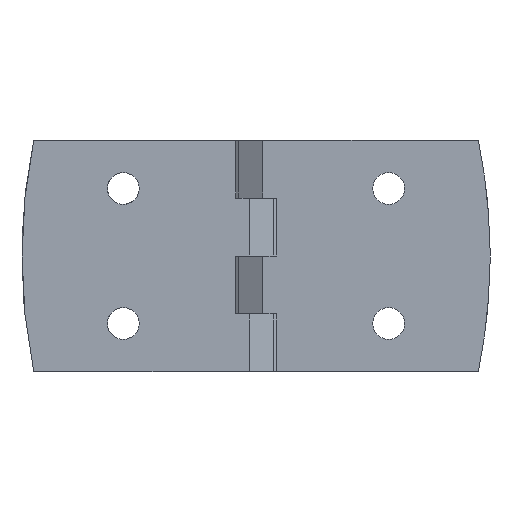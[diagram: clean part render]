
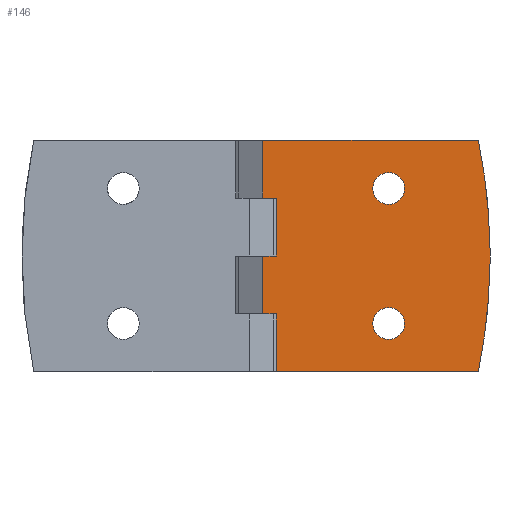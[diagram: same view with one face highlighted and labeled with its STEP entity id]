
A CAD part, front view. The second image highlights one B-rep face of the part: STEP entity #146.
In plain terms, the highlighted planar face has unit normal (0, -1, 0).
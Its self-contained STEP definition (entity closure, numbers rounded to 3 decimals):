
#146 = ADVANCED_FACE( '', ( #297, #298, #299 ), #300, .F. );
#297 = FACE_BOUND( '', #487, .T. );
#298 = FACE_BOUND( '', #488, .T. );
#299 = FACE_OUTER_BOUND( '', #489, .T. );
#300 = PLANE( '', #490 );
#487 = EDGE_LOOP( '', ( #706 ) );
#488 = EDGE_LOOP( '', ( #707 ) );
#489 = EDGE_LOOP( '', ( #708, #709, #710, #711, #712, #713, #714, #715, #716, #717, #718, #719 ) );
#490 = AXIS2_PLACEMENT_3D( '', #720, #721, #722 );
#706 = ORIENTED_EDGE( '', *, *, #1107, .T. );
#707 = ORIENTED_EDGE( '', *, *, #1108, .T. );
#708 = ORIENTED_EDGE( '', *, *, #1109, .T. );
#709 = ORIENTED_EDGE( '', *, *, #1110, .T. );
#710 = ORIENTED_EDGE( '', *, *, #1111, .T. );
#711 = ORIENTED_EDGE( '', *, *, #1112, .T. );
#712 = ORIENTED_EDGE( '', *, *, #1113, .F. );
#713 = ORIENTED_EDGE( '', *, *, #1114, .T. );
#714 = ORIENTED_EDGE( '', *, *, #1115, .F. );
#715 = ORIENTED_EDGE( '', *, *, #1077, .T. );
#716 = ORIENTED_EDGE( '', *, *, #1116, .T. );
#717 = ORIENTED_EDGE( '', *, *, #1117, .F. );
#718 = ORIENTED_EDGE( '', *, *, #1100, .F. );
#719 = ORIENTED_EDGE( '', *, *, #1118, .T. );
#720 = CARTESIAN_POINT( '', ( 1.4, -9., 24. ) );
#721 = DIRECTION( '', ( 0., 1., 0. ) );
#722 = DIRECTION( '', ( 0., 0., 1. ) );
#1077 = EDGE_CURVE( '', #1253, #1251, #1254, .T. );
#1100 = EDGE_CURVE( '', #1293, #1294, #1295, .T. );
#1107 = EDGE_CURVE( '', #1306, #1306, #1307, .T. );
#1108 = EDGE_CURVE( '', #1308, #1308, #1309, .T. );
#1109 = EDGE_CURVE( '', #1310, #1311, #1312, .T. );
#1110 = EDGE_CURVE( '', #1311, #1313, #1314, .T. );
#1111 = EDGE_CURVE( '', #1313, #1315, #1316, .T. );
#1112 = EDGE_CURVE( '', #1315, #1317, #1318, .F. );
#1113 = EDGE_CURVE( '', #1319, #1317, #1320, .T. );
#1114 = EDGE_CURVE( '', #1319, #1321, #1322, .F. );
#1115 = EDGE_CURVE( '', #1253, #1321, #1323, .T. );
#1116 = EDGE_CURVE( '', #1251, #1324, #1325, .T. );
#1117 = EDGE_CURVE( '', #1294, #1324, #1326, .T. );
#1118 = EDGE_CURVE( '', #1293, #1310, #1327, .T. );
#1251 = VERTEX_POINT( '', #1682 );
#1253 = VERTEX_POINT( '', #1685 );
#1254 = LINE( '', #1686, #1687 );
#1293 = VERTEX_POINT( '', #1737 );
#1294 = VERTEX_POINT( '', #1738 );
#1295 = LINE( '', #1739, #1740 );
#1306 = VERTEX_POINT( '', #1753 );
#1307 = CIRCLE( '', #1754, 3.3 );
#1308 = VERTEX_POINT( '', #1755 );
#1309 = CIRCLE( '', #1756, 3.3 );
#1310 = VERTEX_POINT( '', #1757 );
#1311 = VERTEX_POINT( '', #1758 );
#1312 = LINE( '', #1759, #1760 );
#1313 = VERTEX_POINT( '', #1761 );
#1314 = LINE( '', #1762, #1763 );
#1315 = VERTEX_POINT( '', #1764 );
#1316 = LINE( '', #1765, #1766 );
#1317 = VERTEX_POINT( '', #1767 );
#1318 = CIRCLE( '', #1768, 119.985 );
#1319 = VERTEX_POINT( '', #1769 );
#1320 = LINE( '', #1770, #1771 );
#1321 = VERTEX_POINT( '', #1772 );
#1322 = CIRCLE( '', #1773, 119.985 );
#1323 = LINE( '', #1774, #1775 );
#1324 = VERTEX_POINT( '', #1776 );
#1325 = LINE( '', #1777, #1778 );
#1326 = LINE( '', #1779, #1780 );
#1327 = LINE( '', #1781, #1782 );
#1682 = CARTESIAN_POINT( '', ( 1.4, -9., 12. ) );
#1685 = CARTESIAN_POINT( '', ( 1.4, -9., 24. ) );
#1686 = CARTESIAN_POINT( '', ( 1.4, -9., 24. ) );
#1687 = VECTOR( '', #2152, 1000. );
#1737 = CARTESIAN_POINT( '', ( 1.4, -9., 0. ) );
#1738 = CARTESIAN_POINT( '', ( 4.2, -9., 0. ) );
#1739 = CARTESIAN_POINT( '', ( 1.4, -9., 0. ) );
#1740 = VECTOR( '', #2185, 1000. );
#1753 = CARTESIAN_POINT( '', ( 27.5, -9., -10.7 ) );
#1754 = AXIS2_PLACEMENT_3D( '', #2197, #2198, #2199 );
#1755 = CARTESIAN_POINT( '', ( 27.5, -9., 17.3 ) );
#1756 = AXIS2_PLACEMENT_3D( '', #2200, #2201, #2202 );
#1757 = CARTESIAN_POINT( '', ( 1.4, -9., -12. ) );
#1758 = CARTESIAN_POINT( '', ( 4.2, -9., -12. ) );
#1759 = CARTESIAN_POINT( '', ( 1.4, -9., -12. ) );
#1760 = VECTOR( '', #2203, 1000. );
#1761 = CARTESIAN_POINT( '', ( 4.2, -9., -24. ) );
#1762 = CARTESIAN_POINT( '', ( 4.2, -9., 24. ) );
#1763 = VECTOR( '', #2204, 1000. );
#1764 = CARTESIAN_POINT( '', ( 46.075, -9., -24. ) );
#1765 = CARTESIAN_POINT( '', ( 1.4, -9., -24. ) );
#1766 = VECTOR( '', #2205, 1000. );
#1767 = CARTESIAN_POINT( '', ( 48.49, -9., -1.549 ) );
#1768 = AXIS2_PLACEMENT_3D( '', #2206, #2207, #2208 );
#1769 = CARTESIAN_POINT( '', ( 48.49, -9., 1.549 ) );
#1770 = CARTESIAN_POINT( '', ( 48.49, -9., 24. ) );
#1771 = VECTOR( '', #2209, 1000. );
#1772 = CARTESIAN_POINT( '', ( 46.075, -9., 24. ) );
#1773 = AXIS2_PLACEMENT_3D( '', #2210, #2211, #2212 );
#1774 = CARTESIAN_POINT( '', ( 1.4, -9., 24. ) );
#1775 = VECTOR( '', #2213, 1000. );
#1776 = CARTESIAN_POINT( '', ( 4.2, -9., 12. ) );
#1777 = CARTESIAN_POINT( '', ( 1.4, -9., 12. ) );
#1778 = VECTOR( '', #2214, 1000. );
#1779 = CARTESIAN_POINT( '', ( 4.2, -9., 24. ) );
#1780 = VECTOR( '', #2215, 1000. );
#1781 = CARTESIAN_POINT( '', ( 1.4, -9., 24. ) );
#1782 = VECTOR( '', #2216, 1000. );
#2152 = DIRECTION( '', ( 0., 0., -1. ) );
#2185 = DIRECTION( '', ( 1., 0., 0. ) );
#2197 = CARTESIAN_POINT( '', ( 27.5, -9., -14. ) );
#2198 = DIRECTION( '', ( 0., 1., 0. ) );
#2199 = DIRECTION( '', ( 0., 0., 1. ) );
#2200 = CARTESIAN_POINT( '', ( 27.5, -9., 14. ) );
#2201 = DIRECTION( '', ( 0., 1., 0. ) );
#2202 = DIRECTION( '', ( 0., 0., 1. ) );
#2203 = DIRECTION( '', ( 1., 0., 0. ) );
#2204 = DIRECTION( '', ( 0., 0., -1. ) );
#2205 = DIRECTION( '', ( 1., 0., 0. ) );
#2206 = CARTESIAN_POINT( '', ( -71.485, -9., 0. ) );
#2207 = DIRECTION( '', ( 0., 1., 0. ) );
#2208 = DIRECTION( '', ( 0., 0., 1. ) );
#2209 = DIRECTION( '', ( 0., 0., -1. ) );
#2210 = CARTESIAN_POINT( '', ( -71.485, -9., 0. ) );
#2211 = DIRECTION( '', ( 0., 1., 0. ) );
#2212 = DIRECTION( '', ( 0., 0., 1. ) );
#2213 = DIRECTION( '', ( 1., 0., 0. ) );
#2214 = DIRECTION( '', ( 1., 0., 0. ) );
#2215 = DIRECTION( '', ( 0., 0., 1. ) );
#2216 = DIRECTION( '', ( 0., 0., -1. ) );
